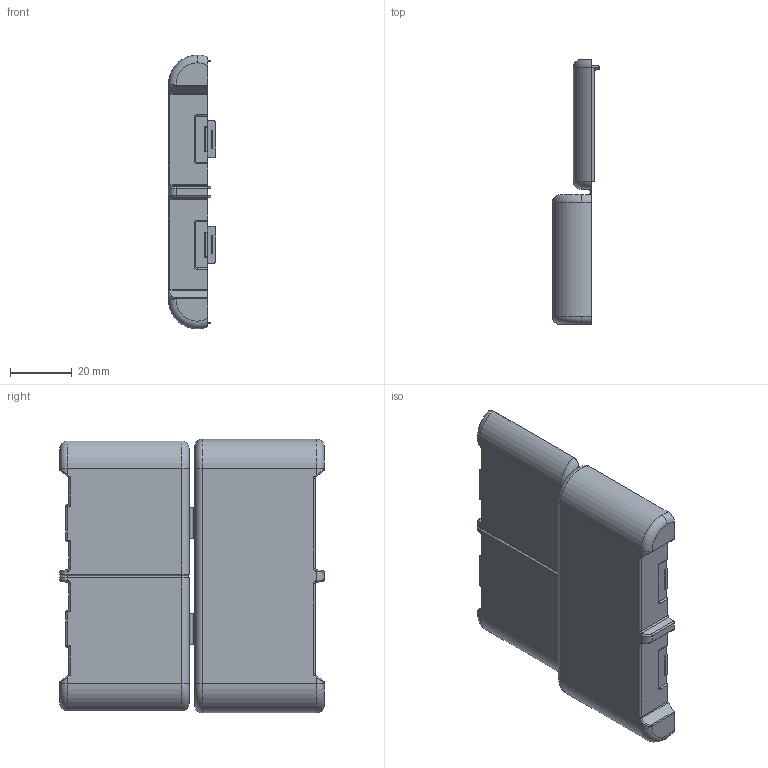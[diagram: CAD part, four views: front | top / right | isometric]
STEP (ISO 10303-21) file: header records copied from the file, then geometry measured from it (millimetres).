
FILE_DESCRIPTION (( 'STEP AP214' ), '1' );
FILE_NAME ('Container.STEP', '2025-03-25T21:40:12', ( '' ), ( '' ), 'SwSTEP 2.0', 'SolidWorks 2022', '' );
FILE_SCHEMA (( 'AUTOMOTIVE_DESIGN' ));
Length unit declared in the file: centimetre
Products named in the file (1): Container
Bounding box: 15.3 x 85.83 x 88.8 mm (x, y, z)
Volume: 12297.2 mm3; surface area: 23698.2 mm2
Topology: 1 solids, 1 shells, 316 faces, 800 edges, 476 vertices
Faces by surface type: cylinder 136, plane 112, torus 44, sphere 16, bspline 8
Entity records: 9770 total; most frequent: CARTESIAN_POINT 2161, DIRECTION 1666, ORIENTED_EDGE 1568, EDGE_CURVE 784, AXIS2_PLACEMENT_3D 617, VERTEX_POINT 476, LINE 432, VECTOR 432
